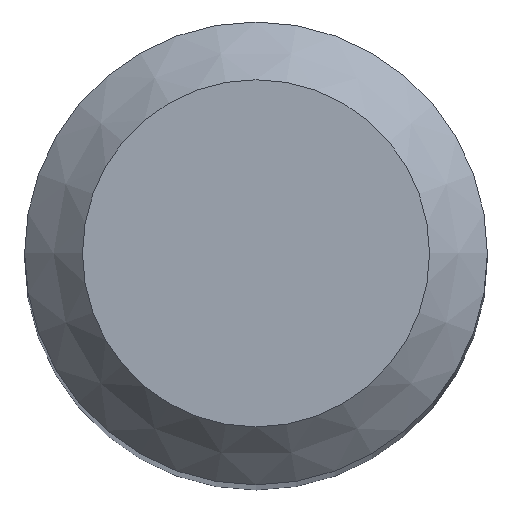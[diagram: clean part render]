
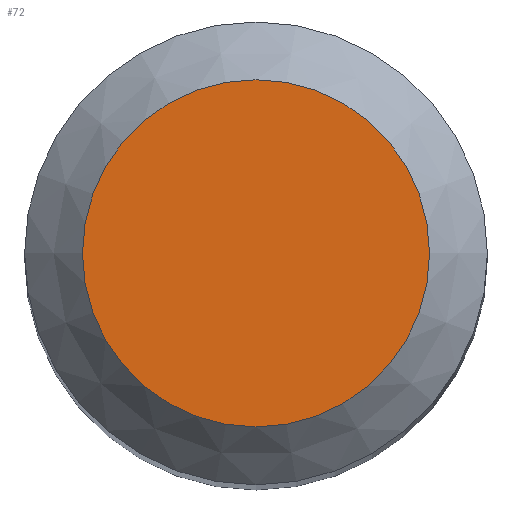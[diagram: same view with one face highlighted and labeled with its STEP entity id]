
A CAD part, top view. The second image highlights one B-rep face of the part: STEP entity #72.
In plain terms, the highlighted planar face has unit normal (0, 0, 1).
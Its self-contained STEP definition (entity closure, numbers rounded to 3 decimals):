
#72=ADVANCED_FACE('',(#86),#83,.T.);
#83=PLANE('',#202);
#86=FACE_OUTER_BOUND('',#90,.T.);
#90=EDGE_LOOP('',(#108));
#108=ORIENTED_EDGE('',*,*,#135,.F.);
#126=VERTEX_POINT('',#291);
#135=EDGE_CURVE('',#126,#126,#144,.T.);
#144=CIRCLE('',#201,1.5);
#201=AXIS2_PLACEMENT_3D('',#290,#229,#230);
#202=AXIS2_PLACEMENT_3D('',#292,#231,#232);
#229=DIRECTION('',(0.,0.,-1.));
#230=DIRECTION('',(-1.,0.,0.));
#231=DIRECTION('',(0.,0.,1.));
#232=DIRECTION('',(-1.,0.,0.));
#290=CARTESIAN_POINT('',(0.,0.,25.914));
#291=CARTESIAN_POINT('',(-1.5,0.,25.914));
#292=CARTESIAN_POINT('',(1.5,0.,25.914));
